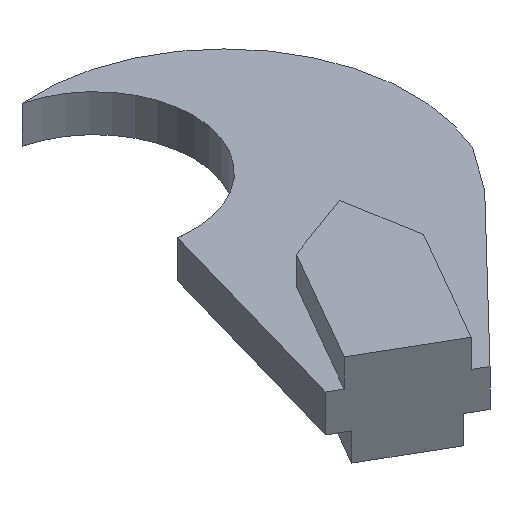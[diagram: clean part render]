
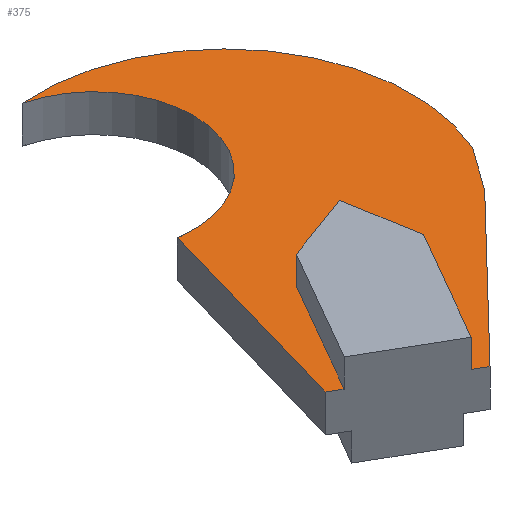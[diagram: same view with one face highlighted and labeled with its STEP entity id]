
A CAD part, isometric view. The second image highlights one B-rep face of the part: STEP entity #375.
In plain terms, the highlighted planar face has unit normal (0, 0, 1).
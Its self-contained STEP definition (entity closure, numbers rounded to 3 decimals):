
#19=CIRCLE('',#407,5.325);
#20=CIRCLE('',#409,10.075);
#39=FACE_OUTER_BOUND('',#58,.T.);
#58=EDGE_LOOP('',(#328,#329,#330,#331,#332,#333,#334,#335,#336,#337,#338,
#339));
#59=LINE('',#512,#106);
#63=LINE('',#520,#110);
#66=LINE('',#526,#113);
#69=LINE('',#532,#116);
#86=LINE('',#569,#133);
#88=LINE('',#572,#135);
#97=LINE('',#592,#144);
#99=LINE('',#596,#146);
#103=LINE('',#608,#150);
#105=LINE('',#611,#152);
#106=VECTOR('',#417,10.);
#110=VECTOR('',#423,10.);
#113=VECTOR('',#428,10.);
#116=VECTOR('',#433,10.);
#133=VECTOR('',#458,10.);
#135=VECTOR('',#460,10.);
#144=VECTOR('',#483,10.);
#146=VECTOR('',#487,10.);
#150=VECTOR('',#501,10.);
#152=VECTOR('',#505,10.);
#153=VERTEX_POINT('',#510);
#154=VERTEX_POINT('',#511);
#157=VERTEX_POINT('',#519);
#159=VERTEX_POINT('',#525);
#161=VERTEX_POINT('',#531);
#177=VERTEX_POINT('',#567);
#178=VERTEX_POINT('',#571);
#182=VERTEX_POINT('',#591);
#183=VERTEX_POINT('',#595);
#184=VERTEX_POINT('',#599);
#185=VERTEX_POINT('',#603);
#186=VERTEX_POINT('',#607);
#187=EDGE_CURVE('',#153,#154,#59,.T.);
#191=EDGE_CURVE('',#157,#153,#63,.T.);
#194=EDGE_CURVE('',#159,#157,#66,.T.);
#197=EDGE_CURVE('',#154,#161,#69,.T.);
#216=EDGE_CURVE('',#161,#177,#86,.T.);
#218=EDGE_CURVE('',#178,#159,#88,.T.);
#227=EDGE_CURVE('',#182,#178,#97,.T.);
#229=EDGE_CURVE('',#183,#182,#99,.T.);
#231=EDGE_CURVE('',#184,#183,#19,.T.);
#233=EDGE_CURVE('',#185,#184,#20,.T.);
#235=EDGE_CURVE('',#186,#185,#103,.T.);
#237=EDGE_CURVE('',#177,#186,#105,.T.);
#328=ORIENTED_EDGE('',*,*,#197,.T.);
#329=ORIENTED_EDGE('',*,*,#216,.T.);
#330=ORIENTED_EDGE('',*,*,#237,.T.);
#331=ORIENTED_EDGE('',*,*,#235,.T.);
#332=ORIENTED_EDGE('',*,*,#233,.T.);
#333=ORIENTED_EDGE('',*,*,#231,.T.);
#334=ORIENTED_EDGE('',*,*,#229,.T.);
#335=ORIENTED_EDGE('',*,*,#227,.T.);
#336=ORIENTED_EDGE('',*,*,#218,.T.);
#337=ORIENTED_EDGE('',*,*,#194,.T.);
#338=ORIENTED_EDGE('',*,*,#191,.T.);
#339=ORIENTED_EDGE('',*,*,#187,.T.);
#356=PLANE('',#412);
#375=ADVANCED_FACE('',(#39),#356,.T.);
#407=AXIS2_PLACEMENT_3D('',#600,#491,#492);
#409=AXIS2_PLACEMENT_3D('',#604,#496,#497);
#412=AXIS2_PLACEMENT_3D('',#612,#506,#507);
#417=DIRECTION('',(0.17,-0.985,0.));
#423=DIRECTION('',(0.939,0.345,0.));
#428=DIRECTION('',(0.5,0.866,0.));
#433=DIRECTION('',(-0.5,-0.866,0.));
#458=DIRECTION('',(0.866,-0.5,0.));
#460=DIRECTION('',(0.866,-0.5,0.));
#483=DIRECTION('',(-0.276,-0.961,0.));
#487=DIRECTION('',(-0.994,0.109,0.));
#491=DIRECTION('center_axis',(0.,0.,-1.));
#492=DIRECTION('ref_axis',(-0.114,-0.993,0.));
#496=DIRECTION('center_axis',(0.,0.,1.));
#497=DIRECTION('ref_axis',(0.912,-0.411,0.));
#501=DIRECTION('',(0.583,0.813,0.));
#505=DIRECTION('',(0.695,0.719,0.));
#506=DIRECTION('center_axis',(0.,0.,1.));
#507=DIRECTION('ref_axis',(-1.,0.,0.));
#510=CARTESIAN_POINT('',(11.5,19.919,2.));
#511=CARTESIAN_POINT('',(12.165,16.071,2.));
#512=CARTESIAN_POINT('',(11.656,19.014,2.));
#519=CARTESIAN_POINT('',(7.835,18.571,2.));
#520=CARTESIAN_POINT('',(11.982,20.096,2.));
#525=CARTESIAN_POINT('',(4.335,12.508,2.));
#526=CARTESIAN_POINT('',(9.089,20.742,2.));
#531=CARTESIAN_POINT('',(8.665,10.008,2.));
#532=CARTESIAN_POINT('',(11.669,15.211,2.));
#567=CARTESIAN_POINT('',(9.307,9.638,2.));
#569=CARTESIAN_POINT('',(4.335,12.508,2.));
#571=CARTESIAN_POINT('',(3.693,12.879,2.));
#572=CARTESIAN_POINT('',(4.335,12.508,2.));
#591=CARTESIAN_POINT('',(6.891,24.032,2.));
#592=CARTESIAN_POINT('',(3.693,12.879,2.));
#595=CARTESIAN_POINT('',(7.094,24.009,2.));
#596=CARTESIAN_POINT('',(6.891,24.032,2.));
#599=CARTESIAN_POINT('',(8.983,34.468,2.));
#600=CARTESIAN_POINT('Origin',(7.7,29.3,2.));
#603=CARTESIAN_POINT('',(19.023,20.294,2.));
#604=CARTESIAN_POINT('Origin',(9.836,24.43,2.));
#607=CARTESIAN_POINT('',(17.366,17.983,2.));
#608=CARTESIAN_POINT('',(17.366,17.983,2.));
#611=CARTESIAN_POINT('',(9.307,9.638,2.));
#612=CARTESIAN_POINT('Origin',(11.802,22.071,2.));
